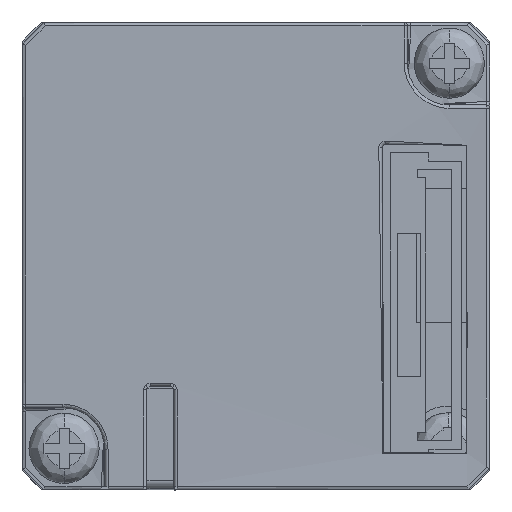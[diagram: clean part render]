
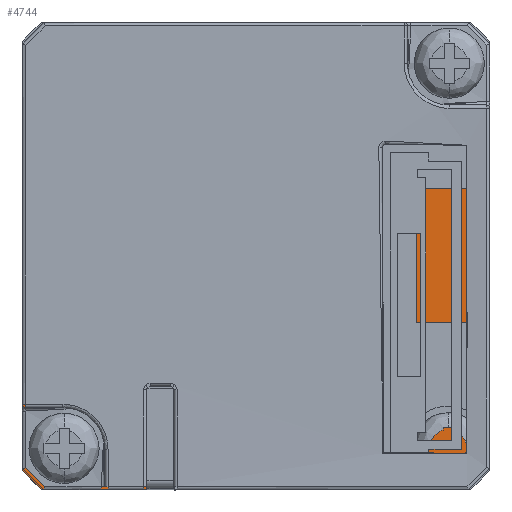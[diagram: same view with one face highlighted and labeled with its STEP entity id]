
A CAD part, front view. The second image highlights one B-rep face of the part: STEP entity #4744.
In plain terms, the highlighted planar face has unit normal (0, -1, 0).
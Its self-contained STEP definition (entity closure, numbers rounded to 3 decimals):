
#87 = ORIENTED_EDGE ( 'NONE', *, *, #4538, .T. ) ;
#208 = DIRECTION ( 'NONE',  ( -1., 0., 0. ) ) ;
#386 = CARTESIAN_POINT ( 'NONE',  ( -25.557, -31.654, 33.6 ) ) ;
#394 = ORIENTED_EDGE ( 'NONE', *, *, #4919, .T. ) ;
#874 = LINE ( 'NONE', #3015, #4414 ) ;
#968 = CARTESIAN_POINT ( 'NONE',  ( -26.711, -31.654, 32.445 ) ) ;
#1040 = VERTEX_POINT ( 'NONE', #5516 ) ;
#1151 = VERTEX_POINT ( 'NONE', #4943 ) ;
#1676 = CARTESIAN_POINT ( 'NONE',  ( -26.711, -31.654, 6.755 ) ) ;
#1756 = EDGE_CURVE ( 'NONE', #7747, #1151, #874, .T. ) ;
#1827 = ORIENTED_EDGE ( 'NONE', *, *, #6385, .T. ) ;
#1921 = ORIENTED_EDGE ( 'NONE', *, *, #2092, .T. ) ;
#1962 = CIRCLE ( 'NONE', #8461, 1.5 ) ;
#2092 = EDGE_CURVE ( 'NONE', #1151, #1040, #3616, .T. ) ;
#2127 = EDGE_CURVE ( 'NONE', #2601, #4994, #7133, .T. ) ;
#2255 = CARTESIAN_POINT ( 'NONE',  ( -26.711, -31.654, 6.755 ) ) ;
#2260 = EDGE_CURVE ( 'NONE', #6975, #8323, #2754, .T. ) ;
#2406 = ORIENTED_EDGE ( 'NONE', *, *, #1756, .T. ) ;
#2480 = VERTEX_POINT ( 'NONE', #6493 ) ;
#2601 = VERTEX_POINT ( 'NONE', #4536 ) ;
#2664 = CARTESIAN_POINT ( 'NONE',  ( -17.37, -31.654, 47.6 ) ) ;
#2754 = CIRCLE ( 'NONE', #6694, 1.5 ) ;
#2759 = DIRECTION ( 'NONE',  ( 0., 0., 1. ) ) ;
#2893 = CARTESIAN_POINT ( 'NONE',  ( -12.711, -31.654, 19.6 ) ) ;
#2916 = FACE_OUTER_BOUND ( 'NONE', #3997, .T. ) ;
#2972 = DIRECTION ( 'NONE',  ( 0., -1., 0. ) ) ;
#2979 = DIRECTION ( 'NONE',  ( 0.707, 0., -0.707 ) ) ;
#3015 = CARTESIAN_POINT ( 'NONE',  ( 0.134, -31.654, 33.6 ) ) ;
#3220 = ORIENTED_EDGE ( 'NONE', *, *, #6729, .F. ) ;
#3229 = DIRECTION ( 'NONE',  ( 0.707, 0., 0.707 ) ) ;
#3374 = DIRECTION ( 'NONE',  ( 0., 0., -1. ) ) ;
#3406 = CARTESIAN_POINT ( 'NONE',  ( -25.557, -31.654, 5.6 ) ) ;
#3614 = DIRECTION ( 'NONE',  ( 0., 0., -1. ) ) ;
#3616 = LINE ( 'NONE', #386, #9046 ) ;
#3721 = VECTOR ( 'NONE', #5182, 1000. ) ;
#3997 = EDGE_LOOP ( 'NONE', ( #2406, #1921, #1827, #7452, #5557, #4777, #87, #394 ) ) ;
#4133 = DIRECTION ( 'NONE',  ( 1., 0., 0. ) ) ;
#4414 = VECTOR ( 'NONE', #208, 1000. ) ;
#4431 = EDGE_CURVE ( 'NONE', #2480, #2601, #5359, .T. ) ;
#4467 = LINE ( 'NONE', #8404, #6145 ) ;
#4536 = CARTESIAN_POINT ( 'NONE',  ( 0.134, -31.654, 5.6 ) ) ;
#4538 = EDGE_CURVE ( 'NONE', #4994, #6057, #4467, .T. ) ;
#4651 = CARTESIAN_POINT ( 'NONE',  ( 0.134, -31.654, 5.6 ) ) ;
#4744 = ADVANCED_FACE ( 'NONE', ( #4814, #2916 ), #6883, .T. ) ;
#4754 = CARTESIAN_POINT ( 'NONE',  ( 1.289, -31.654, 32.445 ) ) ;
#4777 = ORIENTED_EDGE ( 'NONE', *, *, #2127, .T. ) ;
#4814 = FACE_BOUND ( 'NONE', #5698, .T. ) ;
#4856 = CARTESIAN_POINT ( 'NONE',  ( 0.134, -31.654, 33.6 ) ) ;
#4919 = EDGE_CURVE ( 'NONE', #6057, #7747, #5348, .T. ) ;
#4943 = CARTESIAN_POINT ( 'NONE',  ( -25.557, -31.654, 33.6 ) ) ;
#4994 = VERTEX_POINT ( 'NONE', #7903 ) ;
#5115 = VECTOR ( 'NONE', #4133, 1000. ) ;
#5182 = DIRECTION ( 'NONE',  ( 0., 0., -1. ) ) ;
#5316 = DIRECTION ( 'NONE',  ( -0.707, 0., -0.707 ) ) ;
#5348 = LINE ( 'NONE', #8528, #7006 ) ;
#5359 = LINE ( 'NONE', #3406, #5115 ) ;
#5452 = LINE ( 'NONE', #2255, #8993 ) ;
#5500 = VECTOR ( 'NONE', #3229, 1000. ) ;
#5516 = CARTESIAN_POINT ( 'NONE',  ( -26.711, -31.654, 32.445 ) ) ;
#5557 = ORIENTED_EDGE ( 'NONE', *, *, #4431, .T. ) ;
#5698 = EDGE_LOOP ( 'NONE', ( #7609, #3220 ) ) ;
#5707 = DIRECTION ( 'NONE',  ( -0.707, 0., 0.707 ) ) ;
#5713 = EDGE_CURVE ( 'NONE', #8856, #2480, #5452, .T. ) ;
#6034 = AXIS2_PLACEMENT_3D ( 'NONE', #2664, #7590, #3374 ) ;
#6057 = VERTEX_POINT ( 'NONE', #4754 ) ;
#6089 = CARTESIAN_POINT ( 'NONE',  ( -12.711, -31.654, 18.1 ) ) ;
#6145 = VECTOR ( 'NONE', #2759, 1000. ) ;
#6385 = EDGE_CURVE ( 'NONE', #1040, #8856, #8572, .T. ) ;
#6493 = CARTESIAN_POINT ( 'NONE',  ( -25.557, -31.654, 5.6 ) ) ;
#6694 = AXIS2_PLACEMENT_3D ( 'NONE', #7178, #2972, #7901 ) ;
#6729 = EDGE_CURVE ( 'NONE', #8323, #6975, #1962, .T. ) ;
#6883 = PLANE ( 'NONE',  #6034 ) ;
#6975 = VERTEX_POINT ( 'NONE', #6089 ) ;
#7006 = VECTOR ( 'NONE', #5707, 1000. ) ;
#7133 = LINE ( 'NONE', #4651, #5500 ) ;
#7178 = CARTESIAN_POINT ( 'NONE',  ( -12.711, -31.654, 19.6 ) ) ;
#7452 = ORIENTED_EDGE ( 'NONE', *, *, #5713, .T. ) ;
#7590 = DIRECTION ( 'NONE',  ( 0., -1., 0. ) ) ;
#7609 = ORIENTED_EDGE ( 'NONE', *, *, #2260, .F. ) ;
#7747 = VERTEX_POINT ( 'NONE', #4856 ) ;
#7836 = DIRECTION ( 'NONE',  ( 0., -1., 0. ) ) ;
#7901 = DIRECTION ( 'NONE',  ( 0., 0., -1. ) ) ;
#7903 = CARTESIAN_POINT ( 'NONE',  ( 1.289, -31.654, 6.755 ) ) ;
#8323 = VERTEX_POINT ( 'NONE', #8440 ) ;
#8404 = CARTESIAN_POINT ( 'NONE',  ( 1.289, -31.654, 6.755 ) ) ;
#8440 = CARTESIAN_POINT ( 'NONE',  ( -12.711, -31.654, 21.1 ) ) ;
#8461 = AXIS2_PLACEMENT_3D ( 'NONE', #2893, #7836, #3614 ) ;
#8528 = CARTESIAN_POINT ( 'NONE',  ( 1.289, -31.654, 32.445 ) ) ;
#8572 = LINE ( 'NONE', #968, #3721 ) ;
#8856 = VERTEX_POINT ( 'NONE', #1676 ) ;
#8993 = VECTOR ( 'NONE', #2979, 1000. ) ;
#9046 = VECTOR ( 'NONE', #5316, 1000. ) ;
